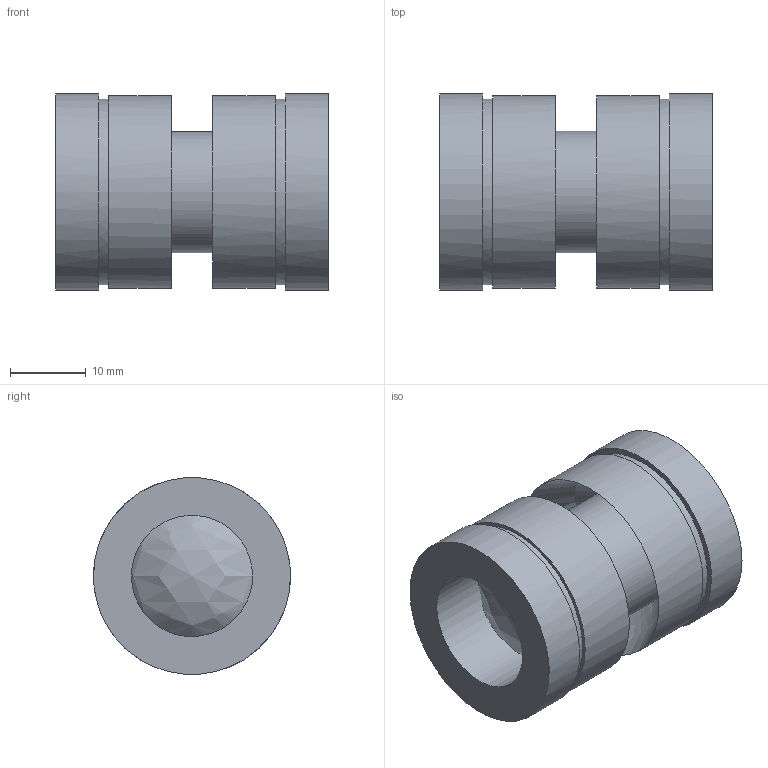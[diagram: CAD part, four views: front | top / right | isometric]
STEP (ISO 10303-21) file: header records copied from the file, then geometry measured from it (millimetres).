
FILE_DESCRIPTION ((), '1');
FILE_NAME ('SK70-216.stp', '2020-09-08T11:35:55', ('Unknown'), ('Unknown'), 'HarmonyWare STEP v2.0.5', 'Vectorworks', '');
FILE_SCHEMA (('CONFIG_CONTROL_DESIGN'));
Length unit declared in the file: millimetre
Products named in the file (1): NONE
Bounding box: 36 x 26 x 25.93 mm (x, y, z)
Volume: 2129 mm3; surface area: 6800.5 mm2
Topology: 1 solids, 1 shells, 15 faces, 47 edges, 40 vertices
Faces by surface type: bspline 15
Entity records: 967 total; most frequent: CARTESIAN_POINT 614, ORIENTED_EDGE 98, EDGE_CURVE 49, VERTEX_POINT 42, EDGE_LOOP 21, FACE_OUTER_BOUND 14, ADVANCED_FACE 14, B_SPLINE_CURVE_WITH_KNOTS 9
